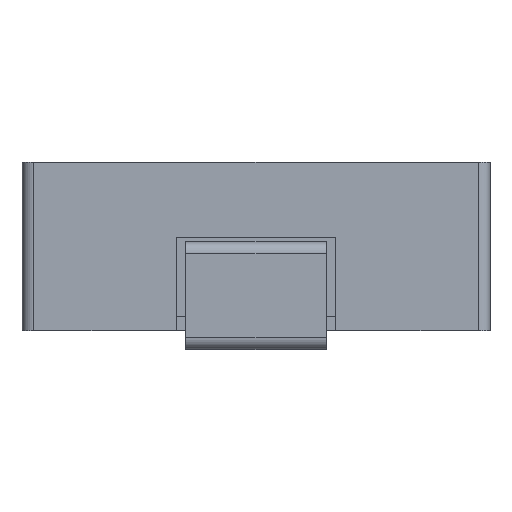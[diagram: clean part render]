
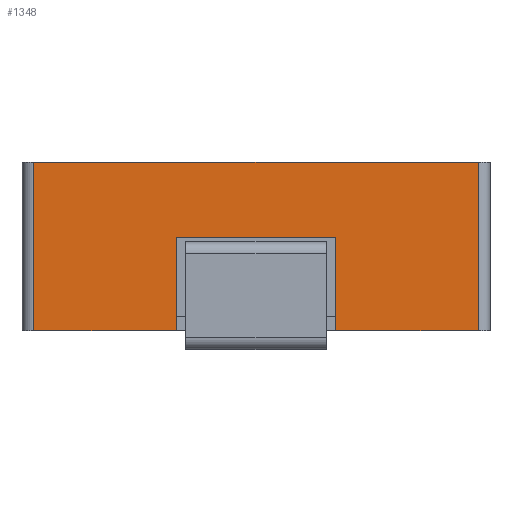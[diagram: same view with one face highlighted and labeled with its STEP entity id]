
A CAD part, left-side view. The second image highlights one B-rep face of the part: STEP entity #1348.
In plain terms, the highlighted planar face has unit normal (-1, 0, 0).
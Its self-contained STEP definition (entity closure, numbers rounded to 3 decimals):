
#620 = VERTEX_POINT('',#621);
#621 = CARTESIAN_POINT('',(-5.,4.75,4.));
#628 = EDGE_CURVE('',#620,#629,#631,.T.);
#629 = VERTEX_POINT('',#630);
#630 = CARTESIAN_POINT('',(-5.,-4.75,4.));
#631 = LINE('',#632,#633);
#632 = CARTESIAN_POINT('',(-5.,5.,4.));
#633 = VECTOR('',#634,1.);
#634 = DIRECTION('',(0.,-1.,0.));
#1272 = VERTEX_POINT('',#1273);
#1273 = CARTESIAN_POINT('',(-5.,-4.75,0.4));
#1280 = EDGE_CURVE('',#1281,#1272,#1283,.T.);
#1281 = VERTEX_POINT('',#1282);
#1282 = CARTESIAN_POINT('',(-5.,-1.7,0.4));
#1283 = LINE('',#1284,#1285);
#1284 = CARTESIAN_POINT('',(-5.,5.,0.4));
#1285 = VECTOR('',#1286,1.);
#1286 = DIRECTION('',(0.,-1.,0.));
#1305 = VERTEX_POINT('',#1306);
#1306 = CARTESIAN_POINT('',(-5.,1.7,0.4));
#1312 = EDGE_CURVE('',#1313,#1305,#1315,.T.);
#1313 = VERTEX_POINT('',#1314);
#1314 = CARTESIAN_POINT('',(-5.,4.75,0.4));
#1315 = LINE('',#1316,#1317);
#1316 = CARTESIAN_POINT('',(-5.,5.,0.4));
#1317 = VECTOR('',#1318,1.);
#1318 = DIRECTION('',(0.,-1.,0.));
#1348 = ADVANCED_FACE('',(#1349),#1388,.F.);
#1349 = FACE_BOUND('',#1350,.T.);
#1350 = EDGE_LOOP('',(#1351,#1352,#1360,#1368,#1374,#1375,#1381,#1382));
#1351 = ORIENTED_EDGE('',*,*,#1312,.T.);
#1352 = ORIENTED_EDGE('',*,*,#1353,.F.);
#1353 = EDGE_CURVE('',#1354,#1305,#1356,.T.);
#1354 = VERTEX_POINT('',#1355);
#1355 = CARTESIAN_POINT('',(-5.,1.7,2.4));
#1356 = LINE('',#1357,#1358);
#1357 = CARTESIAN_POINT('',(-5.,1.7,0.4));
#1358 = VECTOR('',#1359,1.);
#1359 = DIRECTION('',(0.,0.,-1.));
#1360 = ORIENTED_EDGE('',*,*,#1361,.T.);
#1361 = EDGE_CURVE('',#1354,#1362,#1364,.T.);
#1362 = VERTEX_POINT('',#1363);
#1363 = CARTESIAN_POINT('',(-5.,-1.7,2.4));
#1364 = LINE('',#1365,#1366);
#1365 = CARTESIAN_POINT('',(-5.,1.7,2.4));
#1366 = VECTOR('',#1367,1.);
#1367 = DIRECTION('',(0.,-1.,0.));
#1368 = ORIENTED_EDGE('',*,*,#1369,.T.);
#1369 = EDGE_CURVE('',#1362,#1281,#1370,.T.);
#1370 = LINE('',#1371,#1372);
#1371 = CARTESIAN_POINT('',(-5.,-1.7,0.4));
#1372 = VECTOR('',#1373,1.);
#1373 = DIRECTION('',(0.,0.,-1.));
#1374 = ORIENTED_EDGE('',*,*,#1280,.T.);
#1375 = ORIENTED_EDGE('',*,*,#1376,.T.);
#1376 = EDGE_CURVE('',#1272,#629,#1377,.T.);
#1377 = LINE('',#1378,#1379);
#1378 = CARTESIAN_POINT('',(-5.,-4.75,4.));
#1379 = VECTOR('',#1380,1.);
#1380 = DIRECTION('',(0.,0.,1.));
#1381 = ORIENTED_EDGE('',*,*,#628,.F.);
#1382 = ORIENTED_EDGE('',*,*,#1383,.T.);
#1383 = EDGE_CURVE('',#620,#1313,#1384,.T.);
#1384 = LINE('',#1385,#1386);
#1385 = CARTESIAN_POINT('',(-5.,4.75,4.));
#1386 = VECTOR('',#1387,1.);
#1387 = DIRECTION('',(0.,0.,-1.));
#1388 = PLANE('',#1389);
#1389 = AXIS2_PLACEMENT_3D('',#1390,#1391,#1392);
#1390 = CARTESIAN_POINT('',(-5.,5.,4.));
#1391 = DIRECTION('',(1.,0.,0.));
#1392 = DIRECTION('',(0.,1.,0.));
